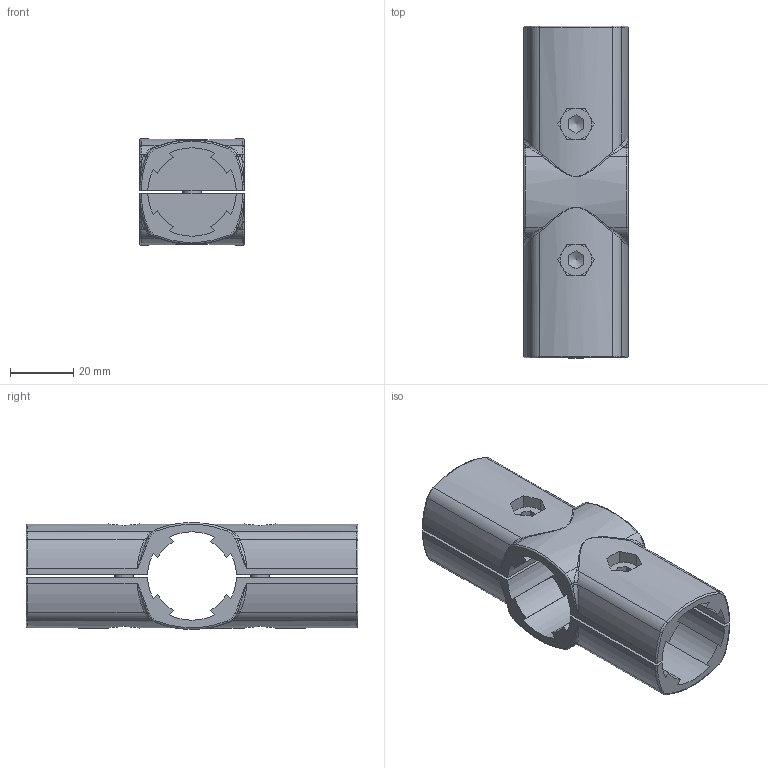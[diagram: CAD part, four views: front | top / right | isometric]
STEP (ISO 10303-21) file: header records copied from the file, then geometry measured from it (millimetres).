
FILE_DESCRIPTION(/* description */ (''),/* implementation_level */ '2;1');
FILE_NAME(/* name */ '41D-151-0.step',/* time_stamp */ '2022-09-21T09:07:07-04:00',/* author */ (''),/* organization */ (''),/* preprocessor_version */ 'ST-DEVELOPER v19',/* originating_system */ 'Autodesk Translation Framework v11.7.0.108',/* authorisation */ '');
FILE_SCHEMA (('AUTOMOTIVE_DESIGN { 1 0 10303 214 3 1 1 }'));
Length unit declared in the file: millimetre
Products named in the file (3): (Unsaved); 41D-151-0 v1; GAJ28-C02 v1
Assembly tree (2 placements, depth 3):
  (Unsaved)
    41D-151-0 v1
      GAJ28-C02 v1
Bounding box: 33.03 x 105.08 x 33.66 mm (x, y, z)
Volume: 53936.9 mm3; surface area: 27316.1 mm2
Topology: 6 solids, 6 shells, 312 faces, 778 edges, 484 vertices
Faces by surface type: cylinder 106, plane 102, bspline 44, torus 40, cone 12, sphere 8
Full cylindrical faces by diameter (mm): 5.204 x2, 6.005 x6, 10.008 x2
Entity records: 15521 total; most frequent: CARTESIAN_POINT 8269, ORIENTED_EDGE 1552, DIRECTION 1480, EDGE_CURVE 776, AXIS2_PLACEMENT_3D 585, VERTEX_POINT 484, EDGE_LOOP 332, FACE_OUTER_BOUND 312
